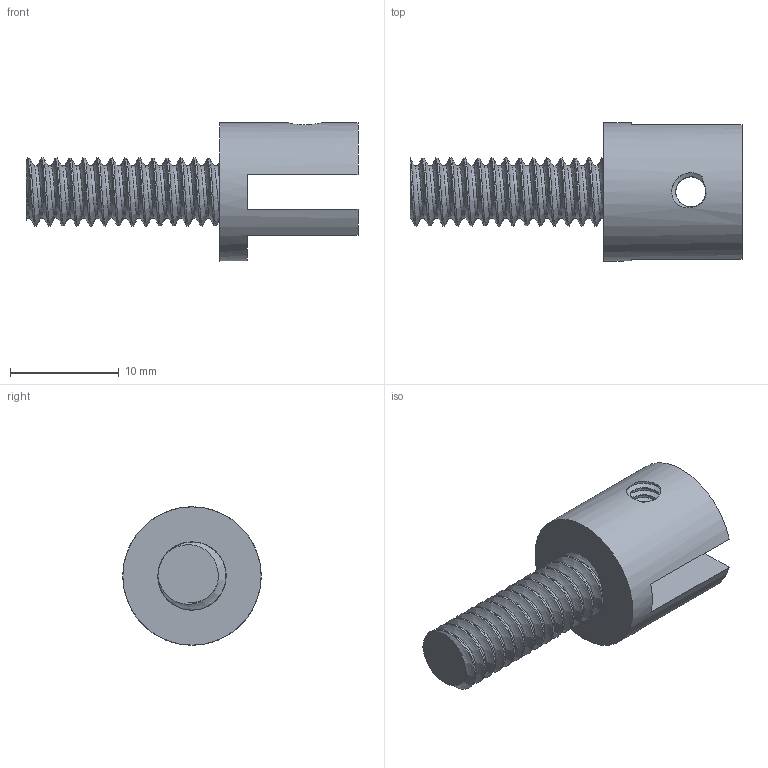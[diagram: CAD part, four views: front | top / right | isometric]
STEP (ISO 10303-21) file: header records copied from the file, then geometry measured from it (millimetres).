
FILE_DESCRIPTION(/* description */ (''),/* implementation_level */ '2;1');
FILE_NAME(/* name */ 'shoulder v2.step',/* time_stamp */ '2017-08-20T12:55:09-07:00',/* author */ (''),/* organization */ (''),/* preprocessor_version */ 'ST-DEVELOPER v16.13',/* originating_system */ 'Autodesk Translation Framework v6.1.1.50',/* authorisation */ '');
FILE_SCHEMA (('AUTOMOTIVE_DESIGN { 1 0 10303 214 3 1 1 }'));
Length unit declared in the file: inch
Products named in the file (1): shoulder v2
Bounding box: 30.48 x 12.7 x 12.7 mm (x, y, z)
Volume: 1391.8 mm3; surface area: 1495.6 mm2
Topology: 1 solids, 1 shells, 19 faces, 49 edges, 33 vertices
Faces by surface type: plane 9, cylinder 6, bspline 4
Full cylindrical faces by diameter (mm): 3.81 x1, 12.7 x1
Entity records: 2975 total; most frequent: CARTESIAN_POINT 2524, ORIENTED_EDGE 92, DIRECTION 74, EDGE_CURVE 46, VERTEX_POINT 32, AXIS2_PLACEMENT_3D 31, EDGE_LOOP 26, FACE_OUTER_BOUND 19
